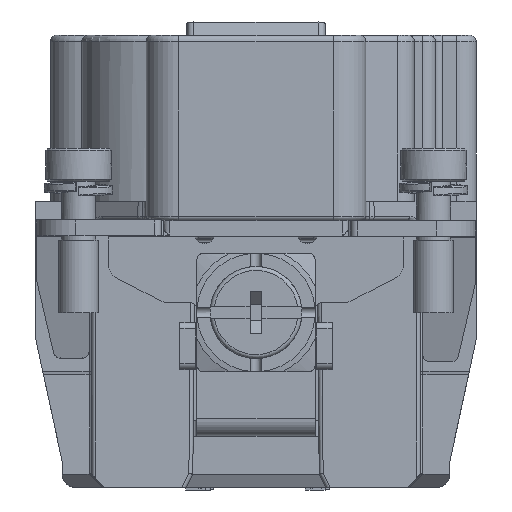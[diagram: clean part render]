
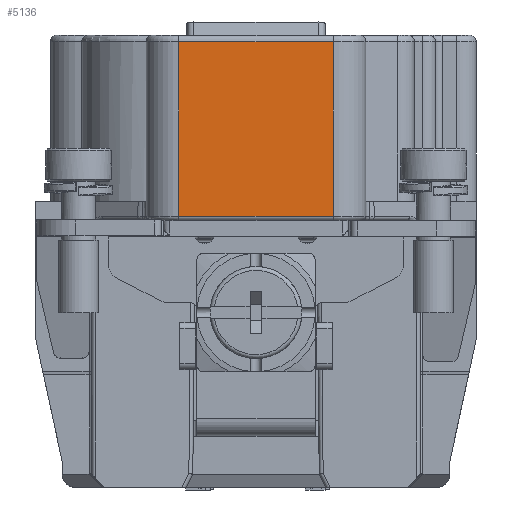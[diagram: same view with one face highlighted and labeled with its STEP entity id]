
A CAD part, left-side view. The second image highlights one B-rep face of the part: STEP entity #5136.
In plain terms, the highlighted planar face has unit normal (-1, 0, 0).
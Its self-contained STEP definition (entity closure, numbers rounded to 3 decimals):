
#2680=FACE_OUTER_BOUND('',#19489,.T.);
#5136=ADVANCED_FACE('',(#2680),#6956,.F.);
#6956=PLANE('',#48942);
#10526=LINE('',#77714,#14973);
#10542=LINE('',#77826,#14989);
#10543=LINE('',#77830,#14990);
#10544=LINE('',#77832,#14991);
#14973=VECTOR('',#57960,1.);
#14989=VECTOR('',#58018,1.);
#14990=VECTOR('',#58023,1.);
#14991=VECTOR('',#58024,1.);
#19489=EDGE_LOOP('',(#28945,#28946,#28947,#28948));
#28945=ORIENTED_EDGE('',*,*,#43169,.F.);
#28946=ORIENTED_EDGE('',*,*,#43133,.F.);
#28947=ORIENTED_EDGE('',*,*,#43167,.F.);
#28948=ORIENTED_EDGE('',*,*,#43170,.F.);
#37193=VERTEX_POINT('',#77706);
#37195=VERTEX_POINT('',#77712);
#37218=VERTEX_POINT('',#77827);
#37219=VERTEX_POINT('',#77831);
#43133=EDGE_CURVE('',#37195,#37193,#10526,.T.);
#43167=EDGE_CURVE('',#37218,#37195,#10542,.T.);
#43169=EDGE_CURVE('',#37193,#37219,#10543,.T.);
#43170=EDGE_CURVE('',#37219,#37218,#10544,.T.);
#48942=AXIS2_PLACEMENT_3D('',#77833,#58025,#58026);
#57960=DIRECTION('',(0.,-1.,0.));
#58018=DIRECTION('',(0.,0.,1.));
#58023=DIRECTION('',(0.,0.,-1.));
#58024=DIRECTION('',(0.,1.,0.));
#58025=DIRECTION('',(1.,0.,0.));
#58026=DIRECTION('',(0.,-1.,0.));
#77706=CARTESIAN_POINT('',(-42.,-5.862,-0.5));
#77712=CARTESIAN_POINT('',(-42.,5.862,-0.5));
#77714=CARTESIAN_POINT('',(-42.,5.862,-0.5));
#77826=CARTESIAN_POINT('',(-42.,5.862,-13.79));
#77827=CARTESIAN_POINT('',(-42.,5.862,-13.79));
#77830=CARTESIAN_POINT('',(-42.,-5.862,-0.5));
#77831=CARTESIAN_POINT('',(-42.,-5.862,-13.79));
#77832=CARTESIAN_POINT('',(-42.,-5.862,-13.79));
#77833=CARTESIAN_POINT('',(-42.,0.,-7.145));
